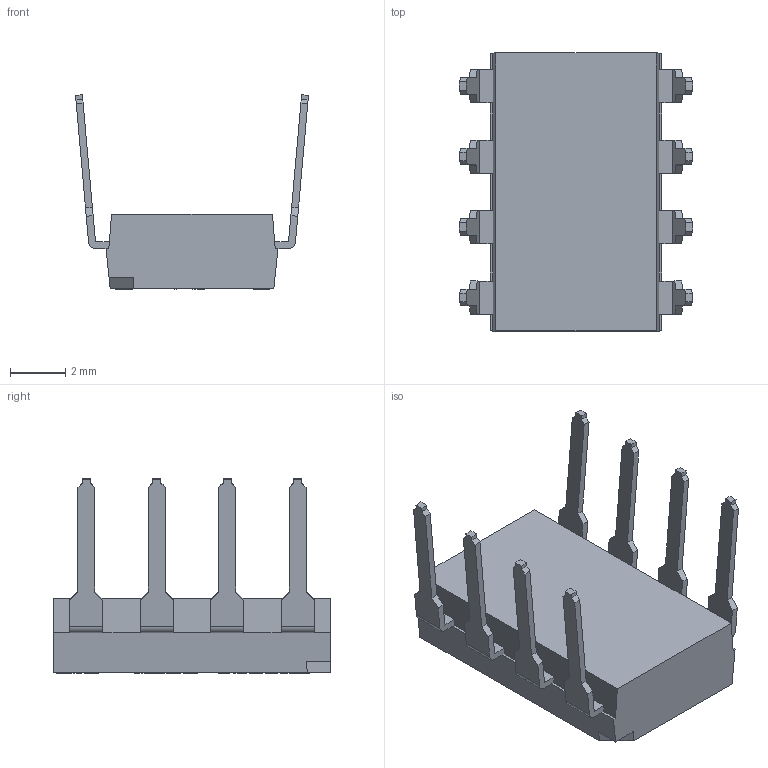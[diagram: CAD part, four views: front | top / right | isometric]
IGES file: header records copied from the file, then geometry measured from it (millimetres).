
Start section:  PTC IGES file: kys-4p.igs
Global section: file name: kys-4p.igs; native system: Pro/ENGINEER by Parametric Technology Corporation; preprocessor: 2010280; author: ck004; organization: Unknown; date: 20120402.114300; units: millimetre
Bounding box: 8.4 x 10.02 x 7.01 mm (x, y, z)
Surface area: 325.1 mm2 (no closed solid volume)
Topology: 0 solids, 0 shells, 611 faces, 3412 edges, 3412 vertices
Faces by surface type: bspline 595, revolution 16
